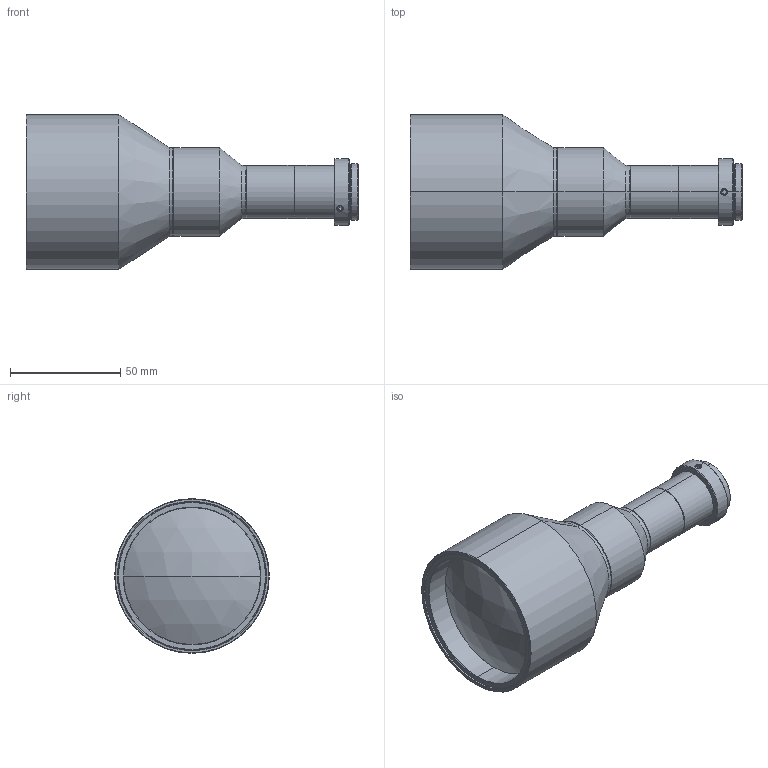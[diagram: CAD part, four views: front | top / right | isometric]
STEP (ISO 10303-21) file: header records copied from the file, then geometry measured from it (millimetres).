
FILE_DESCRIPTION(('FreeCAD Model'),'2;1');
FILE_NAME('Open CASCADE Shape Model','2025-01-22T10:55:12',(''),(''), 'Open CASCADE STEP processor 7.8','FreeCAD','Unknown');
FILE_SCHEMA(('AUTOMOTIVE_DESIGN { 1 0 10303 214 1 1 1 1 }'));
Length unit declared in the file: millimetre
Products named in the file (19): VA-LCM-TC-0-0.3X-WD110-015; 501; 301; 511; 502; 303; 302; 512; 505; 516; 304; 305; 306; 513; 514; 5033; 515; 504; JD30303001
Assembly tree (20 placements, depth 2):
  VA-LCM-TC-0-0.3X-WD110-015
    501
    301
    511
    502
    303
    302
    512
    505
    516
    304
    305
    306
    513
    514
    5033
    515
    504
    JD30303001  x3
Bounding box: 150.26 x 70 x 70 mm (x, y, z)
Volume: 118868.9 mm3; surface area: 69359.5 mm2
Topology: 20 solids, 20 shells, 499 faces, 1014 edges, 605 vertices
Faces by surface type: cone 208, cylinder 168, plane 99, sphere 22, torus 2
Entity records: 13152 total; most frequent: DIRECTION 2472, CARTESIAN_POINT 2323, ORIENTED_EDGE 1900, AXIS2_PLACEMENT_3D 1044, EDGE_CURVE 950, VERTEX_POINT 565, CIRCLE 554, FACE_BOUND 545
